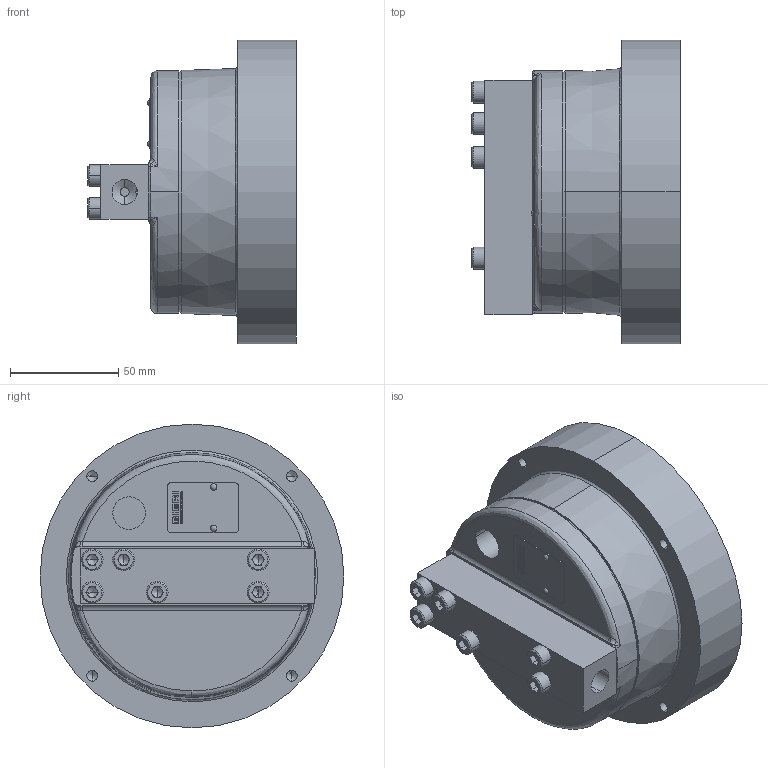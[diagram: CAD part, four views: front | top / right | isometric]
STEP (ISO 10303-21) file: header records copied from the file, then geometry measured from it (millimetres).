
FILE_DESCRIPTION (( 'STEP AP214' ), '1' );
FILE_NAME ('HRK01-_-700-_-A.STEP', '2021-03-29T12:58:50', ( '' ), ( '' ), 'SwSTEP 2.0', 'SolidWorks 2020', '' );
FILE_SCHEMA (( 'AUTOMOTIVE_DESIGN' ));
Length unit declared in the file: millimetre
Products named in the file (1): HRK01-_-700-_-A
Bounding box: 96 x 140 x 140 mm (x, y, z)
Volume: 614093.7 mm3; surface area: 88758.9 mm2
Topology: 1 solids, 15 shells, 888 faces, 2249 edges, 1415 vertices
Faces by surface type: plane 491, cylinder 137, bspline 127, cone 125, torus 8
Entity records: 28790 total; most frequent: CARTESIAN_POINT 8027, ORIENTED_EDGE 4374, DIRECTION 4163, EDGE_CURVE 2187, AXIS2_PLACEMENT_3D 1427, VERTEX_POINT 1409, VECTOR 1309, LINE 1309
